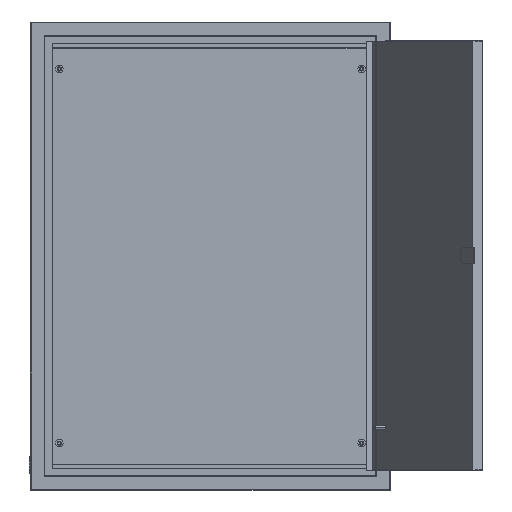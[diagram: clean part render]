
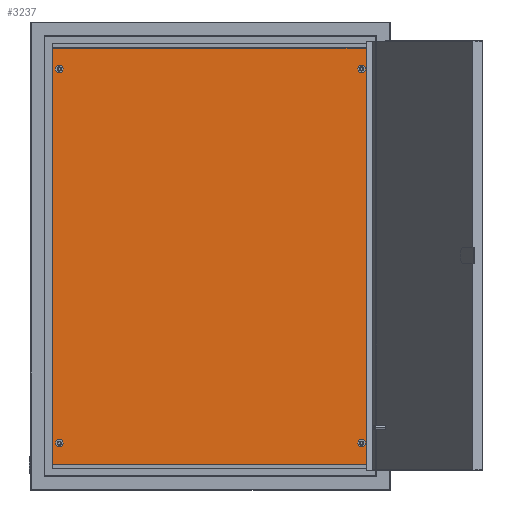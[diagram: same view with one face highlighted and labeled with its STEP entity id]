
A CAD part, top view. The second image highlights one B-rep face of the part: STEP entity #3237.
In plain terms, the highlighted planar face has unit normal (0, 0, 1).
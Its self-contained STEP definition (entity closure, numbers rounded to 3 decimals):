
#46 = VERTEX_POINT ( 'NONE', #3968 ) ;
#128 = DIRECTION ( 'NONE',  ( 0., -1., 0. ) ) ;
#146 = VECTOR ( 'NONE', #4400, 1000. ) ;
#246 = DIRECTION ( 'NONE',  ( 0., 0., 1. ) ) ;
#323 = VERTEX_POINT ( 'NONE', #1142 ) ;
#349 = CARTESIAN_POINT ( 'NONE',  ( 210., -260., 0. ) ) ;
#376 = DIRECTION ( 'NONE',  ( 0., 0., 1. ) ) ;
#467 = VERTEX_POINT ( 'NONE', #1553 ) ;
#535 = AXIS2_PLACEMENT_3D ( 'NONE', #4101, #246, #1372 ) ;
#778 = VERTEX_POINT ( 'NONE', #4050 ) ;
#790 = DIRECTION ( 'NONE',  ( 0., 0., 1. ) ) ;
#841 = DIRECTION ( 'NONE',  ( 1., 0., 0. ) ) ;
#877 = CARTESIAN_POINT ( 'NONE',  ( 0., 0., 0. ) ) ;
#900 = ORIENTED_EDGE ( 'NONE', *, *, #1363, .F. ) ;
#925 = CIRCLE ( 'NONE', #1804, 4. ) ;
#1005 = LINE ( 'NONE', #4563, #2306 ) ;
#1079 = CARTESIAN_POINT ( 'NONE',  ( 206., -260., 0. ) ) ;
#1084 = DIRECTION ( 'NONE',  ( 1., 0., 0. ) ) ;
#1127 = EDGE_LOOP ( 'NONE', ( #900, #1482 ) ) ;
#1130 = CARTESIAN_POINT ( 'NONE',  ( -220., 290., 0. ) ) ;
#1142 = CARTESIAN_POINT ( 'NONE',  ( -214., 260., 0. ) ) ;
#1147 = DIRECTION ( 'NONE',  ( 0., 1., 0. ) ) ;
#1149 = EDGE_CURVE ( 'NONE', #46, #2680, #2620, .T. ) ;
#1171 = CIRCLE ( 'NONE', #2373, 4. ) ;
#1182 = VERTEX_POINT ( 'NONE', #1130 ) ;
#1256 = ORIENTED_EDGE ( 'NONE', *, *, #3422, .F. ) ;
#1363 = EDGE_CURVE ( 'NONE', #2680, #46, #3772, .T. ) ;
#1366 = DIRECTION ( 'NONE',  ( 0., 0., 1. ) ) ;
#1372 = DIRECTION ( 'NONE',  ( 1., 0., 0. ) ) ;
#1426 = EDGE_LOOP ( 'NONE', ( #2788, #3243 ) ) ;
#1468 = FACE_BOUND ( 'NONE', #3108, .T. ) ;
#1482 = ORIENTED_EDGE ( 'NONE', *, *, #1149, .F. ) ;
#1498 = EDGE_CURVE ( 'NONE', #3840, #4279, #2615, .T. ) ;
#1553 = CARTESIAN_POINT ( 'NONE',  ( 206., 260., 0. ) ) ;
#1619 = DIRECTION ( 'NONE',  ( 0., 0., 1. ) ) ;
#1635 = AXIS2_PLACEMENT_3D ( 'NONE', #877, #1619, #841 ) ;
#1771 = FACE_BOUND ( 'NONE', #3589, .T. ) ;
#1804 = AXIS2_PLACEMENT_3D ( 'NONE', #4287, #4650, #2339 ) ;
#1820 = VERTEX_POINT ( 'NONE', #2530 ) ;
#1840 = CARTESIAN_POINT ( 'NONE',  ( 210., -260., 0. ) ) ;
#1859 = ORIENTED_EDGE ( 'NONE', *, *, #2125, .T. ) ;
#1997 = PLANE ( 'NONE',  #1635 ) ;
#2050 = CARTESIAN_POINT ( 'NONE',  ( 210., 260., 0. ) ) ;
#2079 = VECTOR ( 'NONE', #4158, 1000. ) ;
#2109 = LINE ( 'NONE', #2836, #146 ) ;
#2125 = EDGE_CURVE ( 'NONE', #4279, #778, #1005, .T. ) ;
#2184 = DIRECTION ( 'NONE',  ( -1., 0., 0. ) ) ;
#2193 = VERTEX_POINT ( 'NONE', #3477 ) ;
#2237 = VECTOR ( 'NONE', #128, 1000. ) ;
#2299 = FACE_BOUND ( 'NONE', #1127, .T. ) ;
#2306 = VECTOR ( 'NONE', #1147, 1000. ) ;
#2339 = DIRECTION ( 'NONE',  ( 1., 0., 0. ) ) ;
#2373 = AXIS2_PLACEMENT_3D ( 'NONE', #349, #4227, #3029 ) ;
#2429 = AXIS2_PLACEMENT_3D ( 'NONE', #1840, #2979, #1084 ) ;
#2504 = CARTESIAN_POINT ( 'NONE',  ( -206., -260., 0. ) ) ;
#2518 = CIRCLE ( 'NONE', #2429, 4. ) ;
#2530 = CARTESIAN_POINT ( 'NONE',  ( -206., 260., 0. ) ) ;
#2537 = ORIENTED_EDGE ( 'NONE', *, *, #3005, .F. ) ;
#2615 = LINE ( 'NONE', #3383, #2079 ) ;
#2620 = CIRCLE ( 'NONE', #4432, 4. ) ;
#2632 = AXIS2_PLACEMENT_3D ( 'NONE', #3400, #790, #3824 ) ;
#2680 = VERTEX_POINT ( 'NONE', #2504 ) ;
#2788 = ORIENTED_EDGE ( 'NONE', *, *, #4869, .F. ) ;
#2798 = VERTEX_POINT ( 'NONE', #1079 ) ;
#2836 = CARTESIAN_POINT ( 'NONE',  ( -220., 290., 0. ) ) ;
#2979 = DIRECTION ( 'NONE',  ( 0., 0., 1. ) ) ;
#3005 = EDGE_CURVE ( 'NONE', #4233, #2798, #1171, .T. ) ;
#3007 = ORIENTED_EDGE ( 'NONE', *, *, #3596, .F. ) ;
#3029 = DIRECTION ( 'NONE',  ( 1., 0., 0. ) ) ;
#3034 = EDGE_CURVE ( 'NONE', #467, #2193, #3753, .T. ) ;
#3053 = AXIS2_PLACEMENT_3D ( 'NONE', #2050, #4475, #4853 ) ;
#3103 = DIRECTION ( 'NONE',  ( -1., 0., 0. ) ) ;
#3108 = EDGE_LOOP ( 'NONE', ( #2537, #4543 ) ) ;
#3159 = CARTESIAN_POINT ( 'NONE',  ( -220., 290., 0. ) ) ;
#3237 = ADVANCED_FACE ( 'NONE', ( #2299, #1468, #4587, #1771, #4930 ), #1997, .T. ) ;
#3243 = ORIENTED_EDGE ( 'NONE', *, *, #3034, .F. ) ;
#3261 = LINE ( 'NONE', #3159, #2237 ) ;
#3280 = EDGE_LOOP ( 'NONE', ( #4283, #4897, #1859, #3433 ) ) ;
#3383 = CARTESIAN_POINT ( 'NONE',  ( -220., -290., 0. ) ) ;
#3396 = EDGE_CURVE ( 'NONE', #1182, #3840, #3261, .T. ) ;
#3400 = CARTESIAN_POINT ( 'NONE',  ( 210., 260., 0. ) ) ;
#3422 = EDGE_CURVE ( 'NONE', #1820, #323, #925, .T. ) ;
#3433 = ORIENTED_EDGE ( 'NONE', *, *, #3461, .T. ) ;
#3461 = EDGE_CURVE ( 'NONE', #778, #1182, #2109, .T. ) ;
#3477 = CARTESIAN_POINT ( 'NONE',  ( 214., 260., 0. ) ) ;
#3507 = CARTESIAN_POINT ( 'NONE',  ( -220., -290., 0. ) ) ;
#3541 = AXIS2_PLACEMENT_3D ( 'NONE', #3713, #1366, #2184 ) ;
#3589 = EDGE_LOOP ( 'NONE', ( #1256, #3007 ) ) ;
#3596 = EDGE_CURVE ( 'NONE', #323, #1820, #4464, .T. ) ;
#3713 = CARTESIAN_POINT ( 'NONE',  ( -210., -260., 0. ) ) ;
#3753 = CIRCLE ( 'NONE', #2632, 4. ) ;
#3772 = CIRCLE ( 'NONE', #3541, 4. ) ;
#3824 = DIRECTION ( 'NONE',  ( -1., 0., 0. ) ) ;
#3840 = VERTEX_POINT ( 'NONE', #3507 ) ;
#3882 = CARTESIAN_POINT ( 'NONE',  ( -210., -260., 0. ) ) ;
#3968 = CARTESIAN_POINT ( 'NONE',  ( -214., -260., 0. ) ) ;
#4007 = CARTESIAN_POINT ( 'NONE',  ( 220., -290., 0. ) ) ;
#4050 = CARTESIAN_POINT ( 'NONE',  ( 220., 290., 0. ) ) ;
#4101 = CARTESIAN_POINT ( 'NONE',  ( -210., 260., 0. ) ) ;
#4158 = DIRECTION ( 'NONE',  ( 1., 0., 0. ) ) ;
#4227 = DIRECTION ( 'NONE',  ( 0., 0., 1. ) ) ;
#4233 = VERTEX_POINT ( 'NONE', #4294 ) ;
#4279 = VERTEX_POINT ( 'NONE', #4007 ) ;
#4283 = ORIENTED_EDGE ( 'NONE', *, *, #3396, .T. ) ;
#4287 = CARTESIAN_POINT ( 'NONE',  ( -210., 260., 0. ) ) ;
#4294 = CARTESIAN_POINT ( 'NONE',  ( 214., -260., 0. ) ) ;
#4400 = DIRECTION ( 'NONE',  ( -1., 0., 0. ) ) ;
#4432 = AXIS2_PLACEMENT_3D ( 'NONE', #3882, #376, #3103 ) ;
#4464 = CIRCLE ( 'NONE', #535, 4. ) ;
#4475 = DIRECTION ( 'NONE',  ( 0., 0., 1. ) ) ;
#4493 = EDGE_CURVE ( 'NONE', #2798, #4233, #2518, .T. ) ;
#4543 = ORIENTED_EDGE ( 'NONE', *, *, #4493, .F. ) ;
#4563 = CARTESIAN_POINT ( 'NONE',  ( 220., 290., 0. ) ) ;
#4587 = FACE_BOUND ( 'NONE', #1426, .T. ) ;
#4650 = DIRECTION ( 'NONE',  ( 0., 0., 1. ) ) ;
#4853 = DIRECTION ( 'NONE',  ( -1., 0., 0. ) ) ;
#4861 = CIRCLE ( 'NONE', #3053, 4. ) ;
#4869 = EDGE_CURVE ( 'NONE', #2193, #467, #4861, .T. ) ;
#4897 = ORIENTED_EDGE ( 'NONE', *, *, #1498, .T. ) ;
#4930 = FACE_OUTER_BOUND ( 'NONE', #3280, .T. ) ;
